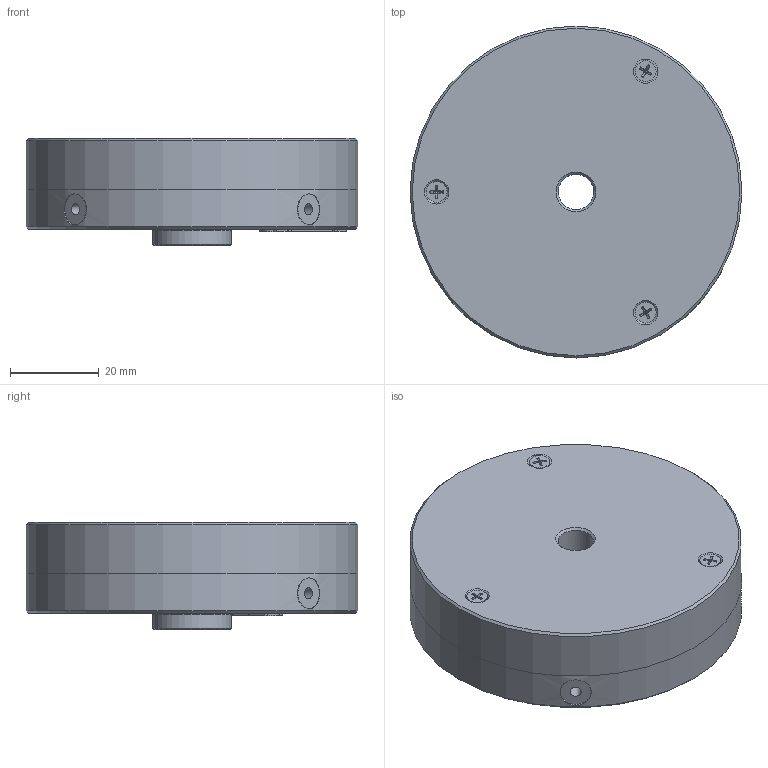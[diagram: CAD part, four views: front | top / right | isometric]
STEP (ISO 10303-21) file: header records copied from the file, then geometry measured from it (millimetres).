
FILE_DESCRIPTION(/* description */ (''),/* implementation_level */ '2;1');
FILE_NAME(/* name */ 'MID5C_EXP.stp',/* time_stamp */ '2025-09-26T17:28:47+03:00',/* author */ ('user'),/* organization */ (''),/* preprocessor_version */ 'ST-DEVELOPER v18.1',/* originating_system */ 'Autodesk Inventor 2021',/* authorisation */ '');
FILE_SCHEMA (('CONFIG_CONTROL_DESIGN'));
Products named in the file (27): MID5C_EXP; MA-010-01_AURA._var5; ISO 4762 - M2 x 5; MA-061-2_AURA; ISO 7046-1 - M2,5 x 12 - 4.8 - H; SM05AB1; J2; m80-5101442; Open CASCADE STEP translator 6.8 1.2.1.1; Open CASCADE STEP translator 6.8 1.2.1.2; Open CASCADE STEP translator 6.8 1.2.1.3; Open CASCADE STEP translator 6.8 1.2.1.4; Open CASCADE STEP translator 6.8 1.2.1.5; Open CASCADE STEP translator 6.8 1.2.1.6; Open CASCADE STEP translator 6.8 1.2.1.7; Open CASCADE STEP translator 6.8 1.2.1.8; Open CASCADE STEP translator 6.8 1.2.1.9; Open CASCADE STEP translator 6.8 1.2.1.10; Open CASCADE STEP translator 6.8 1.2.1.11; Open CASCADE STEP translator 6.8 1.2.1.12; Open CASCADE STEP translator 6.8 1.2.1.13; Open CASCADE STEP translator 6.8 1.2.1.14; Open CASCADE STEP translator 6.8 1.2.1.15; Open CASCADE STEP translator 6.8 1.2.1.16; Open CASCADE STEP translator 6.8 1.2.1.17; Open CASCADE STEP translator 6.8 1.2.1.18; Open CASCADE STEP translator 6.8 1.2.1.19
Assembly tree (31 placements, depth 4):
  MID5C_EXP
    MA-010-01_AURA._var5
    ISO 4762 - M2 x 5  x4
    MA-061-2_AURA
    ISO 7046-1 - M2,5 x 12 - 4.8 - H  x3
    SM05AB1
    J2
      m80-5101442
        Open CASCADE STEP translator 6.8 1.2.1.1
        Open CASCADE STEP translator 6.8 1.2.1.2
        Open CASCADE STEP translator 6.8 1.2.1.3
        Open CASCADE STEP translator 6.8 1.2.1.4
        Open CASCADE STEP translator 6.8 1.2.1.5
        Open CASCADE STEP translator 6.8 1.2.1.6
        Open CASCADE STEP translator 6.8 1.2.1.7
        Open CASCADE STEP translator 6.8 1.2.1.8
        Open CASCADE STEP translator 6.8 1.2.1.9
        Open CASCADE STEP translator 6.8 1.2.1.10
        Open CASCADE STEP translator 6.8 1.2.1.11
        Open CASCADE STEP translator 6.8 1.2.1.12
        Open CASCADE STEP translator 6.8 1.2.1.13
        Open CASCADE STEP translator 6.8 1.2.1.14
        Open CASCADE STEP translator 6.8 1.2.1.15
        Open CASCADE STEP translator 6.8 1.2.1.16
        Open CASCADE STEP translator 6.8 1.2.1.17
        Open CASCADE STEP translator 6.8 1.2.1.18
        Open CASCADE STEP translator 6.8 1.2.1.19
Bounding box: 75 x 75 x 24.18 mm (x, y, z)
Volume: 39515.5 mm3; surface area: 30633.4 mm2
Topology: 29 solids, 29 shells, 1188 faces, 3010 edges, 1943 vertices
Faces by surface type: plane 524, bspline 269, cylinder 231, cone 142, torus 22
Full cylindrical faces by diameter (mm): 0.494 x14, 0.498 x14, 0.51 x14, 1 x2, 1.567 x6, 1.58 x8, 1.679 x16, 1.933 x12, 2 x4, 2.013 x3, 2.156 x3, 2.2 x4, 2.224 x3, 2.459 x4, 2.5 x3, 2.7 x3, 2.98 x4, 3 x2, 3.25 x2, 3.8 x4, 4 x6, 4.7 x3, 7 x2, 8 x2, 10.287 x1, 12.675 x1, 12.7 x1, 12.979 x1, 13.487 x1, 15 x1
Entity records: 60505 total; most frequent: CARTESIAN_POINT 34213, ORIENTED_EDGE 5458, DIRECTION 4570, EDGE_CURVE 2729, VERTEX_POINT 1771, AXIS2_PLACEMENT_3D 1677, EDGE_LOOP 1228, LINE 1216
